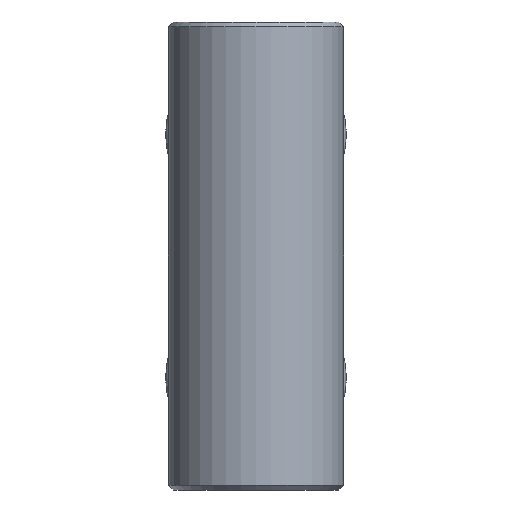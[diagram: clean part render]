
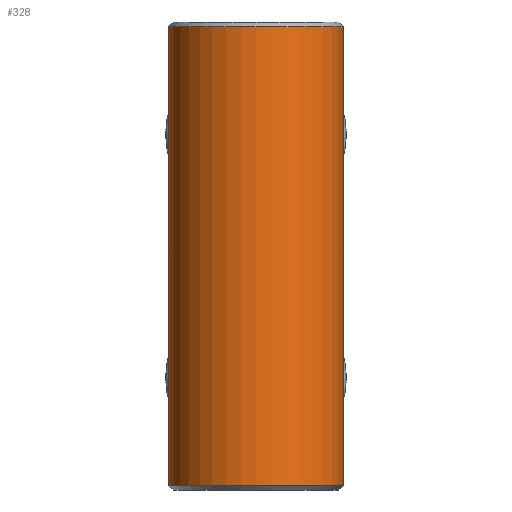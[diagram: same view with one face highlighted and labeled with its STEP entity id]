
A CAD part, front view. The second image highlights one B-rep face of the part: STEP entity #328.
In plain terms, the highlighted cylindrical face has radius 2.375 mm (diameter 4.75 mm), a partial arc.
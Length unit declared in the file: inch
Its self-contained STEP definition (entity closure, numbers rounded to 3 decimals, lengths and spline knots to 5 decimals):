
#243 = VERTEX_POINT ( 'NONE', #1112 ) ;
#252 = VERTEX_POINT ( 'NONE', #1139 ) ;
#296 = EDGE_CURVE ( 'NONE', #252, #243, #1283, .T. ) ;
#299 = EDGE_CURVE ( 'NONE', #309, #322, #1269, .T. ) ;
#309 = VERTEX_POINT ( 'NONE', #1304 ) ;
#322 = VERTEX_POINT ( 'NONE', #1367 ) ;
#328 = ADVANCED_FACE ( 'NONE', ( #1395 ), #1393, .T. ) ;
#329 = EDGE_LOOP ( 'NONE', ( #330, #331, #333, #334 ) ) ;
#330 = ORIENTED_EDGE ( 'NONE', *, *, #296, .F. ) ;
#331 = ORIENTED_EDGE ( 'NONE', *, *, #332, .T. ) ;
#332 = EDGE_CURVE ( 'NONE', #252, #309, #1411, .T. ) ;
#333 = ORIENTED_EDGE ( 'NONE', *, *, #299, .T. ) ;
#334 = ORIENTED_EDGE ( 'NONE', *, *, #335, .T. ) ;
#335 = EDGE_CURVE ( 'NONE', #322, #243, #1406, .T. ) ;
#1112 = CARTESIAN_POINT ( 'NONE',  ( -0.0935, 0., 0.245 ) ) ;
#1139 = CARTESIAN_POINT ( 'NONE',  ( -0.0935, 0., -0.245 ) ) ;
#1266 = DIRECTION ( 'NONE',  ( 0., 0., 1. ) ) ;
#1267 = VECTOR ( 'NONE', #1266, 39.37008 ) ;
#1268 = CARTESIAN_POINT ( 'NONE',  ( 0.0935, 0., -0.25 ) ) ;
#1269 = LINE ( 'NONE', #1268, #1267 ) ;
#1270 = DIRECTION ( 'NONE',  ( 0., 0., 1. ) ) ;
#1281 = VECTOR ( 'NONE', #1270, 39.37008 ) ;
#1282 = CARTESIAN_POINT ( 'NONE',  ( -0.0935, 0., -0.25 ) ) ;
#1283 = LINE ( 'NONE', #1282, #1281 ) ;
#1304 = CARTESIAN_POINT ( 'NONE',  ( 0.0935, 0., -0.245 ) ) ;
#1367 = CARTESIAN_POINT ( 'NONE',  ( 0.0935, 0., 0.245 ) ) ;
#1393 = CYLINDRICAL_SURFACE ( 'NONE', #1426, 0.0935 ) ;
#1395 = FACE_OUTER_BOUND ( 'NONE', #329, .T. ) ;
#1403 = DIRECTION ( 'NONE',  ( 1., 0., 0. ) ) ;
#1404 = DIRECTION ( 'NONE',  ( 0., 0., -1. ) ) ;
#1405 = AXIS2_PLACEMENT_3D ( 'NONE', #1412, #1404, #1403 ) ;
#1406 = CIRCLE ( 'NONE', #1405, 0.0935 ) ;
#1407 = DIRECTION ( 'NONE',  ( 1., 0., 0. ) ) ;
#1408 = DIRECTION ( 'NONE',  ( 0., 0., 1. ) ) ;
#1409 = CARTESIAN_POINT ( 'NONE',  ( 0., 0., -0.245 ) ) ;
#1410 = AXIS2_PLACEMENT_3D ( 'NONE', #1409, #1408, #1407 ) ;
#1411 = CIRCLE ( 'NONE', #1410, 0.0935 ) ;
#1412 = CARTESIAN_POINT ( 'NONE',  ( 0., 0., 0.245 ) ) ;
#1413 = DIRECTION ( 'NONE',  ( 1., 0., 0. ) ) ;
#1414 = DIRECTION ( 'NONE',  ( 0., 0., 1. ) ) ;
#1415 = CARTESIAN_POINT ( 'NONE',  ( 0., 0., -0.25 ) ) ;
#1426 = AXIS2_PLACEMENT_3D ( 'NONE', #1415, #1414, #1413 ) ;
